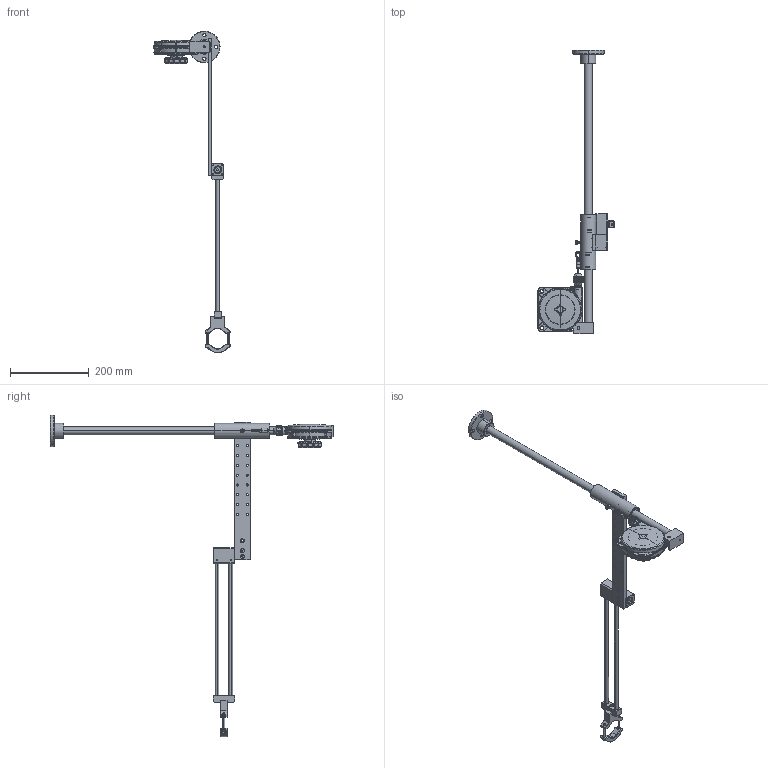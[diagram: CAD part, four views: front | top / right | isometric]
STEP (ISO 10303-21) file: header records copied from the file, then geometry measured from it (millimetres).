
FILE_DESCRIPTION (( 'STEP AP214' ), '1' );
FILE_NAME ('LINART senza sensori.STEP', '2017-05-16T14:50:28', ( '' ), ( '' ), 'SwSTEP 2.0', 'SolidWorks 2016', '' );
FILE_SCHEMA (( 'AUTOMOTIVE_DESIGN' ));
Length unit declared in the file: millimetre
Products named in the file (1): LINART senza sensori
Bounding box: 193.84 x 722 x 818.5 mm (x, y, z)
Volume: 857331 mm3; surface area: 336169.4 mm2
Topology: 55 solids, 55 shells, 3680 faces, 8598 edges, 5047 vertices
Faces by surface type: plane 795, cylinder 776, bspline 774, torus 562, cone 535, sphere 238
Entity records: 172999 total; most frequent: CARTESIAN_POINT 53519, ORIENTED_EDGE 16966, DIRECTION 15885, EDGE_CURVE 8483, AXIS2_PLACEMENT_3D 6745, VERTEX_POINT 5033, EDGE_LOOP 3942, CIRCLE 3838
